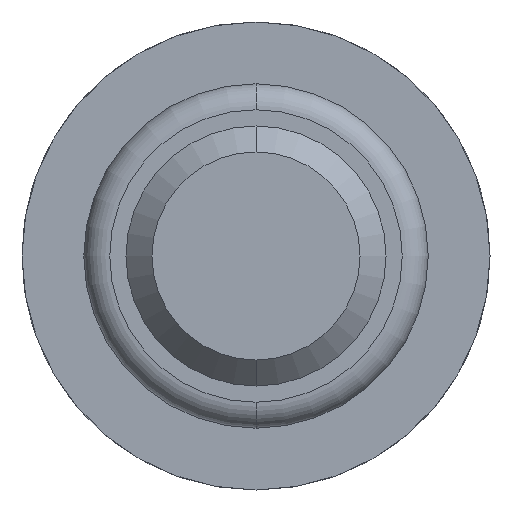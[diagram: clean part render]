
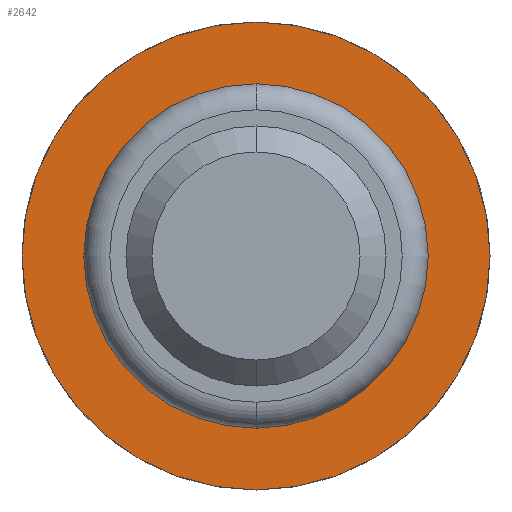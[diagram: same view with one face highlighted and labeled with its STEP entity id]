
A CAD part, front view. The second image highlights one B-rep face of the part: STEP entity #2642.
In plain terms, the highlighted planar face has unit normal (0, -1, 0).
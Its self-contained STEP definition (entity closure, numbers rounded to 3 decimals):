
#92 = DIRECTION ( 'NONE',  ( 0., 0., 1. ) ) ;
#157 = DIRECTION ( 'NONE',  ( 0., 1., 0. ) ) ;
#168 = VERTEX_POINT ( 'NONE', #3190 ) ;
#280 = CIRCLE ( 'NONE', #4601, 1.325 ) ;
#370 = CIRCLE ( 'NONE', #2272, 1.8 ) ;
#534 = VERTEX_POINT ( 'NONE', #1585 ) ;
#963 = EDGE_CURVE ( 'Defeature ausgef�hrt4_13+Defeature ausgef�hrt4_14+Defeature ausgef�hrt4_14+Defeature ausgef�hrt4_14', #3524, #534, #2311, .T. ) ;
#988 = FACE_OUTER_BOUND ( 'NONE', #2443, .T. ) ;
#993 = CIRCLE ( 'NONE', #2792, 1.8 ) ;
#1329 = AXIS2_PLACEMENT_3D ( 'NONE', #3588, #1795, #2572 ) ;
#1346 = DIRECTION ( 'NONE',  ( 0., 1., 0. ) ) ;
#1361 = DIRECTION ( 'NONE',  ( 0., 0., 1. ) ) ;
#1396 = DIRECTION ( 'NONE',  ( 0., 1., 0. ) ) ;
#1514 = CARTESIAN_POINT ( 'NONE',  ( 0., -1.8, 1.325 ) ) ;
#1567 = EDGE_CURVE ( 'Defeature ausgef�hrt4_12+Defeature ausgef�hrt4_13+Defeature ausgef�hrt4_13+Defeature ausgef�hrt4_13', #168, #3706, #370, .T. ) ;
#1585 = CARTESIAN_POINT ( 'NONE',  ( 0., -1.8, -1.325 ) ) ;
#1661 = CARTESIAN_POINT ( 'NONE',  ( 0., -1.8, 0. ) ) ;
#1718 = AXIS2_PLACEMENT_3D ( 'NONE', #2862, #1396, #1361 ) ;
#1795 = DIRECTION ( 'NONE',  ( 0., 1., 0. ) ) ;
#2098 = DIRECTION ( 'NONE',  ( 0., 0., 1. ) ) ;
#2210 = PLANE ( 'NONE',  #1329 ) ;
#2272 = AXIS2_PLACEMENT_3D ( 'NONE', #2604, #4396, #92 ) ;
#2311 = CIRCLE ( 'NONE', #1718, 1.325 ) ;
#2443 = EDGE_LOOP ( 'NONE', ( #2824, #4100 ) ) ;
#2497 = EDGE_CURVE ( 'Defeature ausgef�hrt4_12+Defeature ausgef�hrt4_13+Defeature ausgef�hrt4_13+Defeature ausgef�hrt4_13', #3706, #168, #993, .T. ) ;
#2509 = FACE_BOUND ( 'NONE', #4099, .T. ) ;
#2572 = DIRECTION ( 'NONE',  ( 0., 0., 1. ) ) ;
#2604 = CARTESIAN_POINT ( 'NONE',  ( 0., -1.8, 0. ) ) ;
#2642 = ADVANCED_FACE ( 'Defeature ausgef�hrt4_13', ( #988, #2509 ), #2210, .F. ) ;
#2735 = CARTESIAN_POINT ( 'NONE',  ( 0., -1.8, -1.8 ) ) ;
#2792 = AXIS2_PLACEMENT_3D ( 'NONE', #4270, #1346, #2098 ) ;
#2824 = ORIENTED_EDGE ( 'NONE', *, *, #1567, .F. ) ;
#2862 = CARTESIAN_POINT ( 'NONE',  ( 0., -1.8, 0. ) ) ;
#3181 = ORIENTED_EDGE ( 'NONE', *, *, #963, .T. ) ;
#3190 = CARTESIAN_POINT ( 'NONE',  ( 0., -1.8, 1.8 ) ) ;
#3423 = DIRECTION ( 'NONE',  ( 0., 0., 1. ) ) ;
#3524 = VERTEX_POINT ( 'NONE', #1514 ) ;
#3588 = CARTESIAN_POINT ( 'NONE',  ( 1.8, -1.8, 0. ) ) ;
#3706 = VERTEX_POINT ( 'NONE', #2735 ) ;
#3936 = ORIENTED_EDGE ( 'NONE', *, *, #4642, .T. ) ;
#4099 = EDGE_LOOP ( 'NONE', ( #3181, #3936 ) ) ;
#4100 = ORIENTED_EDGE ( 'NONE', *, *, #2497, .F. ) ;
#4270 = CARTESIAN_POINT ( 'NONE',  ( 0., -1.8, 0. ) ) ;
#4396 = DIRECTION ( 'NONE',  ( 0., 1., 0. ) ) ;
#4601 = AXIS2_PLACEMENT_3D ( 'NONE', #1661, #157, #3423 ) ;
#4642 = EDGE_CURVE ( 'Defeature ausgef�hrt4_13+Defeature ausgef�hrt4_14+Defeature ausgef�hrt4_14+Defeature ausgef�hrt4_14', #534, #3524, #280, .T. ) ;
